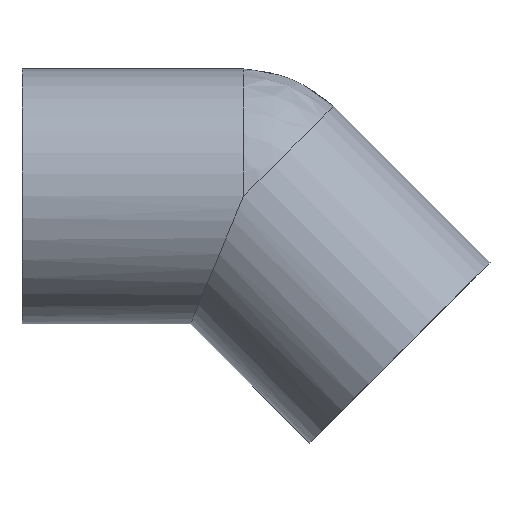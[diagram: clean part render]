
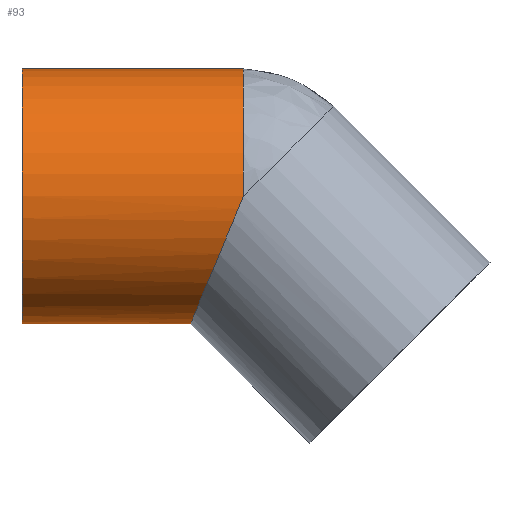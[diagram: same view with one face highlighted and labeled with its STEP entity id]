
A CAD part, top view. The second image highlights one B-rep face of the part: STEP entity #93.
In plain terms, the highlighted cylindrical face has radius 125 mm (diameter 250 mm), a partial arc.
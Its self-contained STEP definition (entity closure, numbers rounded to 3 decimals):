
#85 = EDGE_CURVE( '', #101, #151, #219, .T. );
#93 = ADVANCED_FACE( '', ( #228 ), #229, .T. );
#95 = VERTEX_POINT( '', #231 );
#97 = EDGE_CURVE( '', #197, #167, #233, .T. );
#101 = VERTEX_POINT( '', #238 );
#111 = EDGE_CURVE( '', #197, #151, #250, .T. );
#133 = EDGE_CURVE( '', #167, #95, #272, .T. );
#151 = VERTEX_POINT( '', #293 );
#167 = VERTEX_POINT( '', #310 );
#175 = EDGE_CURVE( '', #95, #101, #318, .T. );
#197 = VERTEX_POINT( '', #345 );
#219 = LINE( '', #359, #360 );
#228 = FACE_OUTER_BOUND( '', #370, .T. );
#229 = CYLINDRICAL_SURFACE( '', #371, 125. );
#231 = CARTESIAN_POINT( '', ( 217., 0., 125. ) );
#233 = LINE( '', #376, #377 );
#238 = CARTESIAN_POINT( '', ( 217., 125., 0. ) );
#250 = CIRCLE( '', #397, 125. );
#272 = ELLIPSE( '', #427, 135.299, 125. );
#293 = CARTESIAN_POINT( '', ( 0., 125., 0. ) );
#310 = CARTESIAN_POINT( '', ( 165.223, -125., 0. ) );
#318 = CIRCLE( '', #485, 125. );
#345 = CARTESIAN_POINT( '', ( 0., -125., 0. ) );
#359 = CARTESIAN_POINT( '', ( 108.5, 125., 0. ) );
#360 = VECTOR( '', #525, 1. );
#370 = EDGE_LOOP( '', ( #538, #539, #540, #541, #542 ) );
#371 = AXIS2_PLACEMENT_3D( '', #543, #544, #545 );
#376 = CARTESIAN_POINT( '', ( 108.5, -125., 0. ) );
#377 = VECTOR( '', #546, 1. );
#397 = AXIS2_PLACEMENT_3D( '', #579, #580, #581 );
#427 = AXIS2_PLACEMENT_3D( '', #593, #594, #595 );
#485 = AXIS2_PLACEMENT_3D( '', #654, #655, #656 );
#525 = DIRECTION( '', ( -1., 0., 0. ) );
#538 = ORIENTED_EDGE( '', *, *, #85, .T. );
#539 = ORIENTED_EDGE( '', *, *, #111, .F. );
#540 = ORIENTED_EDGE( '', *, *, #97, .T. );
#541 = ORIENTED_EDGE( '', *, *, #133, .T. );
#542 = ORIENTED_EDGE( '', *, *, #175, .T. );
#543 = CARTESIAN_POINT( '', ( 108.5, 0., 0. ) );
#544 = DIRECTION( '', ( 1., 0., 0. ) );
#545 = DIRECTION( '', ( 0., 1., 0. ) );
#546 = DIRECTION( '', ( 1., 0., 0. ) );
#579 = CARTESIAN_POINT( '', ( 0., 0., 0. ) );
#580 = DIRECTION( '', ( -1., 0., 0. ) );
#581 = DIRECTION( '', ( 0., 1., 0. ) );
#593 = CARTESIAN_POINT( '', ( 217., 0., 0. ) );
#594 = DIRECTION( '', ( -0.924, 0.383, 0. ) );
#595 = DIRECTION( '', ( 0.383, 0.924, 0. ) );
#654 = CARTESIAN_POINT( '', ( 217., 0., 0. ) );
#655 = DIRECTION( '', ( -1., 0., 0. ) );
#656 = DIRECTION( '', ( 0., 1., 0. ) );
